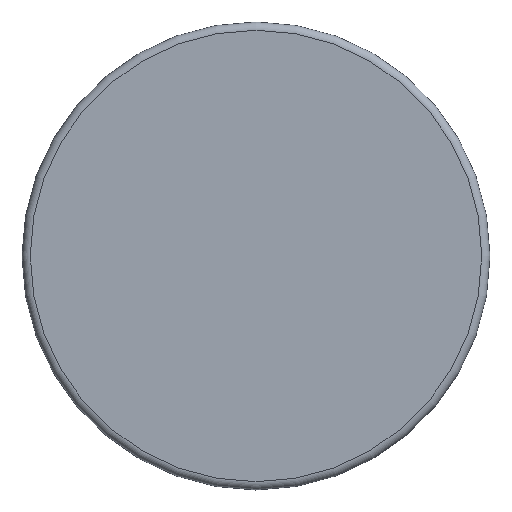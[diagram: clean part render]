
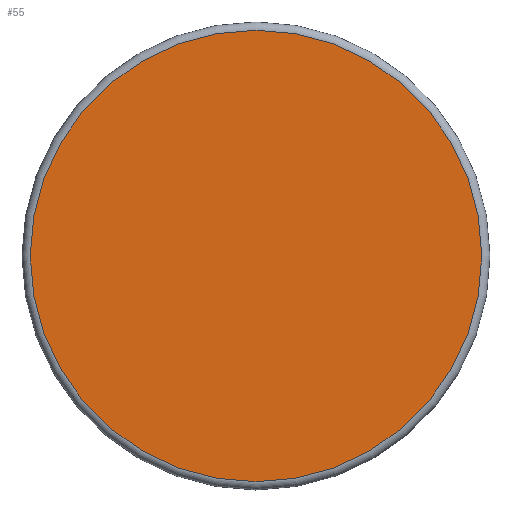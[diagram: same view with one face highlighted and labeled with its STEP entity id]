
A CAD part, top view. The second image highlights one B-rep face of the part: STEP entity #55.
In plain terms, the highlighted planar face has unit normal (0, 0, 1).
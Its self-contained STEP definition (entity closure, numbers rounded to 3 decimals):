
#55 = ADVANCED_FACE( '', ( #119 ), #120, .F. );
#119 = FACE_OUTER_BOUND( '', #192, .T. );
#120 = PLANE( '', #193 );
#192 = EDGE_LOOP( '', ( #273 ) );
#193 = AXIS2_PLACEMENT_3D( '', #274, #275, #276 );
#273 = ORIENTED_EDGE( '', *, *, #350, .T. );
#274 = CARTESIAN_POINT( '', ( 42.5, 0., 26. ) );
#275 = DIRECTION( '', ( 0., 0., -1. ) );
#276 = DIRECTION( '', ( -1., 0., 0. ) );
#350 = EDGE_CURVE( '', #394, #394, #395, .F. );
#394 = VERTEX_POINT( '', #443 );
#395 = CIRCLE( '', #444, 41. );
#443 = CARTESIAN_POINT( '', ( -41., 0., 26. ) );
#444 = AXIS2_PLACEMENT_3D( '', #495, #496, #497 );
#495 = CARTESIAN_POINT( '', ( 0., 0., 26. ) );
#496 = DIRECTION( '', ( 0., 0., -1. ) );
#497 = DIRECTION( '', ( -1., 0., 0. ) );
